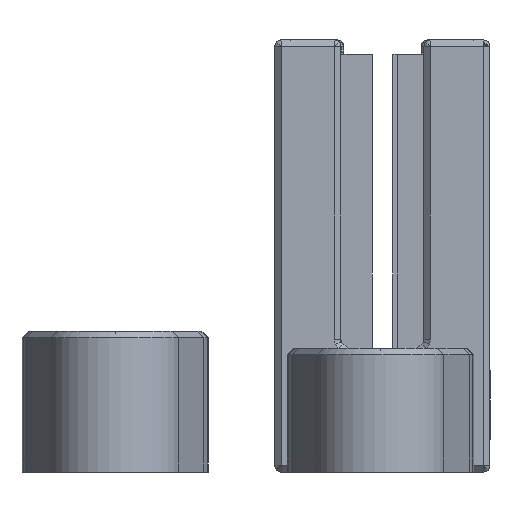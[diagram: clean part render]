
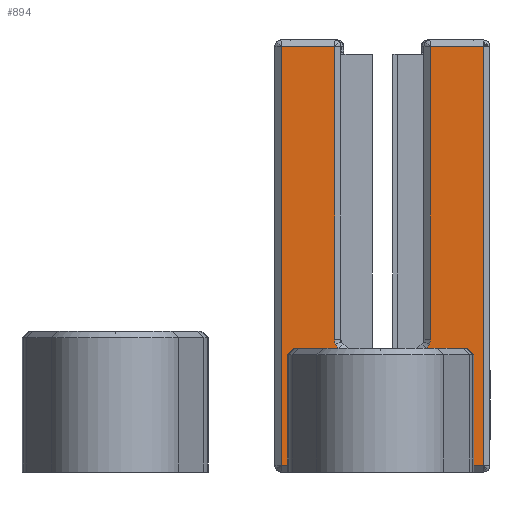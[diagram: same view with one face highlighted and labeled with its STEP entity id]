
A CAD part, left-side view. The second image highlights one B-rep face of the part: STEP entity #894.
In plain terms, the highlighted planar face has unit normal (-1, 0, 0).
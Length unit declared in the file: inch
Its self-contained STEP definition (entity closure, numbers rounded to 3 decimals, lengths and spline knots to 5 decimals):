
#894=ADVANCED_FACE('',(#2264,#2265),#2266,.F.);
#2264=FACE_BOUND('',#4206,.T.);
#2265=FACE_OUTER_BOUND('',#4207,.T.);
#2266=PLANE('',#4208);
#4206=EDGE_LOOP('',(#6593,#6594,#6595,#6596,#6597,#6598));
#4207=EDGE_LOOP('',(#6599,#6600,#6601,#6602,#6603,#6604,#6605,#6606,#6607,#6608,#6609,#6610,#6611));
#4208=AXIS2_PLACEMENT_3D('',#6612,#6613,#6614);
#6593=ORIENTED_EDGE('',*,*,#11924,.T.);
#6594=ORIENTED_EDGE('',*,*,#11925,.T.);
#6595=ORIENTED_EDGE('',*,*,#11668,.T.);
#6596=ORIENTED_EDGE('',*,*,#11770,.T.);
#6597=ORIENTED_EDGE('',*,*,#11926,.T.);
#6598=ORIENTED_EDGE('',*,*,#11927,.T.);
#6599=ORIENTED_EDGE('',*,*,#11928,.F.);
#6600=ORIENTED_EDGE('',*,*,#11929,.F.);
#6601=ORIENTED_EDGE('',*,*,#11930,.F.);
#6602=ORIENTED_EDGE('',*,*,#11931,.F.);
#6603=ORIENTED_EDGE('',*,*,#11932,.F.);
#6604=ORIENTED_EDGE('',*,*,#11523,.F.);
#6605=ORIENTED_EDGE('',*,*,#11933,.F.);
#6606=ORIENTED_EDGE('',*,*,#11934,.F.);
#6607=ORIENTED_EDGE('',*,*,#11935,.F.);
#6608=ORIENTED_EDGE('',*,*,#11936,.F.);
#6609=ORIENTED_EDGE('',*,*,#11937,.F.);
#6610=ORIENTED_EDGE('',*,*,#11938,.F.);
#6611=ORIENTED_EDGE('',*,*,#11939,.F.);
#6612=CARTESIAN_POINT('',(1.29064,0.14497,-2.03469));
#6613=DIRECTION('',(1.0,0.0,0.));
#6614=DIRECTION('',(0.,0.0,1.0));
#11523=EDGE_CURVE('',#13789,#13791,#13792,.T.);
#11668=EDGE_CURVE('',#14047,#14045,#14048,.T.);
#11770=EDGE_CURVE('',#14045,#14221,#14223,.T.);
#11924=EDGE_CURVE('',#14478,#14479,#14480,.T.);
#11925=EDGE_CURVE('',#14479,#14047,#14481,.T.);
#11926=EDGE_CURVE('',#14221,#14482,#14483,.T.);
#11927=EDGE_CURVE('',#14482,#14478,#14484,.T.);
#11928=EDGE_CURVE('',#14485,#14486,#14487,.T.);
#11929=EDGE_CURVE('',#14488,#14485,#14489,.T.);
#11930=EDGE_CURVE('',#14490,#14488,#14491,.T.);
#11931=EDGE_CURVE('',#14492,#14490,#14493,.T.);
#11932=EDGE_CURVE('',#13791,#14492,#14494,.T.);
#11933=EDGE_CURVE('',#14495,#13789,#14496,.T.);
#11934=EDGE_CURVE('',#14497,#14495,#14498,.T.);
#11935=EDGE_CURVE('',#13724,#14497,#14499,.T.);
#11936=EDGE_CURVE('',#14500,#13724,#14501,.T.);
#11937=EDGE_CURVE('',#14502,#14500,#14503,.T.);
#11938=EDGE_CURVE('',#14427,#14502,#14504,.T.);
#11939=EDGE_CURVE('',#14486,#14427,#14505,.T.);
#13724=VERTEX_POINT('',#16963);
#13789=VERTEX_POINT('',#17046);
#13791=VERTEX_POINT('',#17049);
#13792=CIRCLE('',#17050,0.22441);
#14045=VERTEX_POINT('',#17395);
#14047=VERTEX_POINT('',#17398);
#14048=LINE('',#17399,#17400);
#14221=VERTEX_POINT('',#17620);
#14223=LINE('',#17623,#17624);
#14427=VERTEX_POINT('',#17901);
#14478=VERTEX_POINT('',#17981);
#14479=VERTEX_POINT('',#17982);
#14480=LINE('',#17983,#17984);
#14481=LINE('',#17985,#17986);
#14482=VERTEX_POINT('',#17987);
#14483=LINE('',#17988,#17989);
#14484=LINE('',#17990,#17991);
#14485=VERTEX_POINT('',#17992);
#14486=VERTEX_POINT('',#17993);
#14487=LINE('',#17994,#17995);
#14488=VERTEX_POINT('',#17996);
#14489=LINE('',#17997,#17998);
#14490=VERTEX_POINT('',#17999);
#14491=CIRCLE('',#18000,0.04724);
#14492=VERTEX_POINT('',#18001);
#14493=CIRCLE('',#18002,0.04724);
#14494=CIRCLE('',#18003,0.22441);
#14495=VERTEX_POINT('',#18004);
#14496=CIRCLE('',#18005,0.04724);
#14497=VERTEX_POINT('',#18006);
#14498=CIRCLE('',#18007,0.04724);
#14499=LINE('',#18008,#18009);
#14500=VERTEX_POINT('',#18010);
#14501=LINE('',#18011,#18012);
#14502=VERTEX_POINT('',#18013);
#14503=LINE('',#18014,#18015);
#14504=LINE('',#18016,#18017);
#14505=LINE('',#18018,#18019);
#16963=CARTESIAN_POINT('',(1.29064,0.17486,1.5581));
#17046=CARTESIAN_POINT('',(1.29064,0.16131,0.45235));
#17049=CARTESIAN_POINT('',(1.29064,-0.00071,0.38525));
#17050=AXIS2_PLACEMENT_3D('',#21450,#21451,#21452);
#17395=CARTESIAN_POINT('',(1.29064,-0.09913,0.30173));
#17398=CARTESIAN_POINT('',(1.29064,-0.00071,0.35856));
#17399=CARTESIAN_POINT('',(1.29064,-0.51344,0.06253));
#17400=VECTOR('',#21627,1.);
#17620=CARTESIAN_POINT('',(1.29064,-0.09913,0.18808));
#17623=CARTESIAN_POINT('',(1.29064,-0.09913,-0.9233));
#17624=VECTOR('',#21781,1.0);
#17901=CARTESIAN_POINT('',(1.29064,-0.37079,0.02363));
#17981=CARTESIAN_POINT('',(1.29064,0.09772,0.18808));
#17982=CARTESIAN_POINT('',(1.29064,0.09772,0.30173));
#17983=CARTESIAN_POINT('',(1.29064,0.09772,-0.86648));
#17984=VECTOR('',#21993,1.0);
#17985=CARTESIAN_POINT('',(1.29064,0.57207,0.02786));
#17986=VECTOR('',#21994,1.);
#17987=CARTESIAN_POINT('',(1.29064,-0.00071,0.13125));
#17988=CARTESIAN_POINT('',(1.29064,0.52286,-0.17103));
#17989=VECTOR('',#21995,1.);
#17990=CARTESIAN_POINT('',(1.29064,-0.3658,-0.07954));
#17991=VECTOR('',#21996,1.);
#17992=CARTESIAN_POINT('',(1.29064,-0.17627,1.5581));
#17993=CARTESIAN_POINT('',(1.29064,-0.37079,1.5581));
#17994=CARTESIAN_POINT('',(1.29064,-0.00716,1.5581));
#17995=VECTOR('',#21997,1.0);
#17996=CARTESIAN_POINT('',(1.29064,-0.17627,0.48546));
#17997=CARTESIAN_POINT('',(1.29064,-0.17627,-1.12948));
#17998=VECTOR('',#21998,1.0);
#17999=CARTESIAN_POINT('',(1.29064,-0.17276,0.46757));
#18000=AXIS2_PLACEMENT_3D('',#21999,#22000,#22001);
#18001=CARTESIAN_POINT('',(1.29064,-0.16273,0.45235));
#18002=AXIS2_PLACEMENT_3D('',#22002,#22003,#22004);
#18003=AXIS2_PLACEMENT_3D('',#22005,#22006,#22007);
#18004=CARTESIAN_POINT('',(1.29064,0.17134,0.46757));
#18005=AXIS2_PLACEMENT_3D('',#22008,#22009,#22010);
#18006=CARTESIAN_POINT('',(1.29064,0.17486,0.48546));
#18007=AXIS2_PLACEMENT_3D('',#22011,#22012,#22013);
#18008=CARTESIAN_POINT('',(1.29064,0.17486,-1.12948));
#18009=VECTOR('',#22014,1.0);
#18010=CARTESIAN_POINT('',(1.29064,0.36937,1.5581));
#18011=CARTESIAN_POINT('',(1.29064,-0.00716,1.5581));
#18012=VECTOR('',#22015,1.0);
#18013=CARTESIAN_POINT('',(1.29064,0.36937,0.02363));
#18014=CARTESIAN_POINT('',(1.29064,0.36937,-0.89564));
#18015=VECTOR('',#22016,1.0);
#18016=CARTESIAN_POINT('',(1.29064,0.07213,0.02363));
#18017=VECTOR('',#22017,1.0);
#18018=CARTESIAN_POINT('',(1.29064,-0.37079,-0.89564));
#18019=VECTOR('',#22018,1.0);
#21450=CARTESIAN_POINT('',(1.29064,0.00126,0.60965));
#21451=DIRECTION('',(-1.0,0.0,0.));
#21452=DIRECTION('',(0.,1.0,0.));
#21627=DIRECTION('',(0.,-0.866,-0.5));
#21781=DIRECTION('',(0.,0.0,-1.0));
#21993=DIRECTION('',(0.,0.0,1.0));
#21994=DIRECTION('',(0.,-0.866,0.5));
#21995=DIRECTION('',(0.,0.866,-0.5));
#21996=DIRECTION('',(0.,0.866,0.5));
#21997=DIRECTION('',(0.0,-1.0,0.0));
#21998=DIRECTION('',(0.,0.0,1.0));
#21999=CARTESIAN_POINT('',(1.29064,-0.12903,0.48546));
#22000=DIRECTION('',(-1.0,0.0,0.));
#22001=DIRECTION('',(0.,-0.926,-0.379));
#22002=CARTESIAN_POINT('',(1.29064,-0.12903,0.48546));
#22003=DIRECTION('',(-1.0,0.0,0.));
#22004=DIRECTION('',(0.,-0.926,-0.379));
#22005=CARTESIAN_POINT('',(1.29064,-0.00268,0.60965));
#22006=DIRECTION('',(-1.0,0.0,0.));
#22007=DIRECTION('',(0.,-1.0,0.));
#22008=CARTESIAN_POINT('',(1.29064,0.12761,0.48546));
#22009=DIRECTION('',(-1.0,0.0,0.));
#22010=DIRECTION('',(0.,0.926,-0.379));
#22011=CARTESIAN_POINT('',(1.29064,0.12761,0.48546));
#22012=DIRECTION('',(-1.0,0.0,0.));
#22013=DIRECTION('',(0.,0.926,-0.379));
#22014=DIRECTION('',(0.,0.0,-1.0));
#22015=DIRECTION('',(0.0,-1.0,0.0));
#22016=DIRECTION('',(0.,0.0,1.0));
#22017=DIRECTION('',(0.0,1.0,0.0));
#22018=DIRECTION('',(0.,0.0,-1.0));
